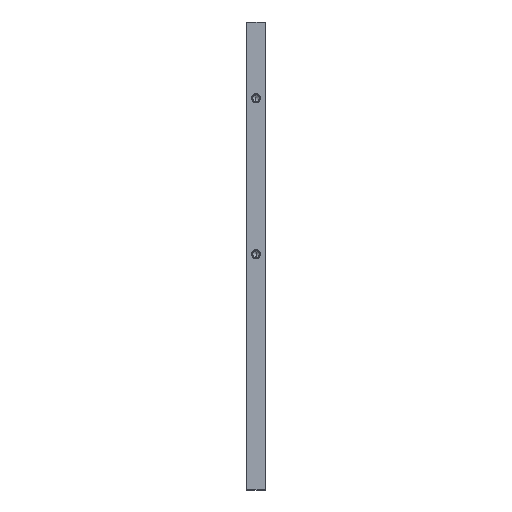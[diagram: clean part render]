
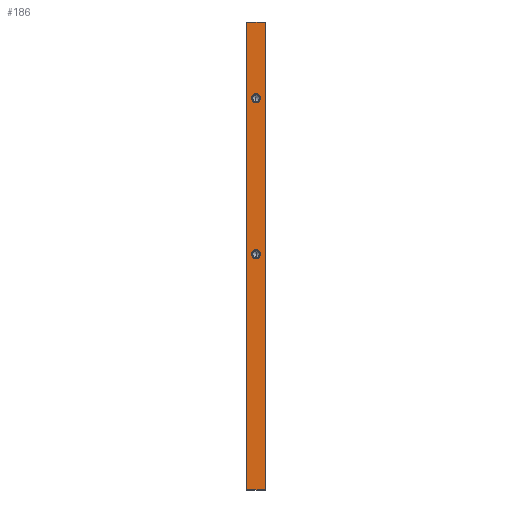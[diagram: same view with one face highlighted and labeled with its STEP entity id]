
A CAD part, left-side view. The second image highlights one B-rep face of the part: STEP entity #186.
In plain terms, the highlighted planar face has unit normal (-1, 0, 0).
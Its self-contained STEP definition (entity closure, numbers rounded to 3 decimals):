
#95 = EDGE_LOOP ( 'NONE', ( #5778, #196 ) ) ;
#115 = FACE_BOUND ( 'NONE', #5838, .T. ) ;
#143 = DIRECTION ( 'NONE',  ( 0., 0., 1. ) ) ;
#179 = CARTESIAN_POINT ( 'NONE',  ( -150., 6., 48.275 ) ) ;
#186 = ADVANCED_FACE ( 'NONE', ( #115, #5890, #8777 ), #4707, .F. ) ;
#196 = ORIENTED_EDGE ( 'NONE', *, *, #8099, .F. ) ;
#201 = CIRCLE ( 'NONE', #3832, 2.9 ) ;
#238 = CARTESIAN_POINT ( 'NONE',  ( -150., 0., 100. ) ) ;
#463 = CIRCLE ( 'NONE', #9238, 2.9 ) ;
#509 = EDGE_CURVE ( 'NONE', #5967, #7828, #1359, .T. ) ;
#801 = ORIENTED_EDGE ( 'NONE', *, *, #509, .F. ) ;
#1077 = VERTEX_POINT ( 'NONE', #9077 ) ;
#1359 = CIRCLE ( 'NONE', #7378, 2.9 ) ;
#1535 = CARTESIAN_POINT ( 'NONE',  ( -150., 6., 51.175 ) ) ;
#1541 = CARTESIAN_POINT ( 'NONE',  ( -150., 6., -51.725 ) ) ;
#1563 = EDGE_CURVE ( 'NONE', #5891, #3310, #2571, .T. ) ;
#1734 = DIRECTION ( 'NONE',  ( 0., 0., 1. ) ) ;
#2093 = EDGE_CURVE ( 'NONE', #5891, #2825, #6469, .T. ) ;
#2195 = CARTESIAN_POINT ( 'NONE',  ( -150., 0., -200. ) ) ;
#2315 = LINE ( 'NONE', #5250, #2920 ) ;
#2360 = DIRECTION ( 'NONE',  ( 0., -1., 0. ) ) ;
#2425 = DIRECTION ( 'NONE',  ( 0., 0., 1. ) ) ;
#2571 = LINE ( 'NONE', #5464, #7000 ) ;
#2625 = CARTESIAN_POINT ( 'NONE',  ( -150., 12., 100. ) ) ;
#2768 = CARTESIAN_POINT ( 'NONE',  ( -150., 6., -45.925 ) ) ;
#2825 = VERTEX_POINT ( 'NONE', #2195 ) ;
#2844 = VERTEX_POINT ( 'NONE', #2768 ) ;
#2920 = VECTOR ( 'NONE', #2360, 1000. ) ;
#3272 = DIRECTION ( 'NONE',  ( 0., 0., -1. ) ) ;
#3310 = VERTEX_POINT ( 'NONE', #5286 ) ;
#3322 = EDGE_CURVE ( 'NONE', #2844, #9261, #8892, .T. ) ;
#3832 = AXIS2_PLACEMENT_3D ( 'NONE', #5228, #8049, #2425 ) ;
#4035 = ORIENTED_EDGE ( 'NONE', *, *, #1563, .F. ) ;
#4260 = EDGE_CURVE ( 'NONE', #2825, #1077, #4471, .T. ) ;
#4330 = EDGE_LOOP ( 'NONE', ( #8598, #6812, #4035, #9005 ) ) ;
#4471 = LINE ( 'NONE', #238, #8610 ) ;
#4672 = DIRECTION ( 'NONE',  ( -1., 0., 0. ) ) ;
#4707 = PLANE ( 'NONE',  #7696 ) ;
#4715 = CARTESIAN_POINT ( 'NONE',  ( -150., 6., -48.825 ) ) ;
#4758 = DIRECTION ( 'NONE',  ( 0., 0., 1. ) ) ;
#5228 = CARTESIAN_POINT ( 'NONE',  ( -150., 6., -48.825 ) ) ;
#5250 = CARTESIAN_POINT ( 'NONE',  ( -150., 12., 100. ) ) ;
#5286 = CARTESIAN_POINT ( 'NONE',  ( -150., 12., 100. ) ) ;
#5464 = CARTESIAN_POINT ( 'NONE',  ( -150., 12., 100. ) ) ;
#5778 = ORIENTED_EDGE ( 'NONE', *, *, #3322, .F. ) ;
#5838 = EDGE_LOOP ( 'NONE', ( #7775, #801 ) ) ;
#5890 = FACE_BOUND ( 'NONE', #95, .T. ) ;
#5891 = VERTEX_POINT ( 'NONE', #8697 ) ;
#5967 = VERTEX_POINT ( 'NONE', #179 ) ;
#6004 = DIRECTION ( 'NONE',  ( -1., 0., 0. ) ) ;
#6124 = CARTESIAN_POINT ( 'NONE',  ( -150., 6., 51.175 ) ) ;
#6138 = EDGE_CURVE ( 'NONE', #7828, #5967, #463, .T. ) ;
#6328 = AXIS2_PLACEMENT_3D ( 'NONE', #4715, #7581, #1734 ) ;
#6469 = LINE ( 'NONE', #8690, #8943 ) ;
#6812 = ORIENTED_EDGE ( 'NONE', *, *, #7217, .F. ) ;
#6978 = DIRECTION ( 'NONE',  ( 0., 0., 1. ) ) ;
#7000 = VECTOR ( 'NONE', #4758, 1000. ) ;
#7217 = EDGE_CURVE ( 'NONE', #3310, #1077, #2315, .T. ) ;
#7378 = AXIS2_PLACEMENT_3D ( 'NONE', #1535, #6004, #8763 ) ;
#7581 = DIRECTION ( 'NONE',  ( -1., 0., 0. ) ) ;
#7623 = CARTESIAN_POINT ( 'NONE',  ( -150., 6., 54.075 ) ) ;
#7696 = AXIS2_PLACEMENT_3D ( 'NONE', #2625, #8484, #3272 ) ;
#7775 = ORIENTED_EDGE ( 'NONE', *, *, #6138, .F. ) ;
#7828 = VERTEX_POINT ( 'NONE', #7623 ) ;
#7971 = DIRECTION ( 'NONE',  ( 0., -1., 0. ) ) ;
#8049 = DIRECTION ( 'NONE',  ( -1., 0., 0. ) ) ;
#8099 = EDGE_CURVE ( 'NONE', #9261, #2844, #201, .T. ) ;
#8484 = DIRECTION ( 'NONE',  ( 1., 0., 0. ) ) ;
#8598 = ORIENTED_EDGE ( 'NONE', *, *, #4260, .T. ) ;
#8610 = VECTOR ( 'NONE', #143, 1000. ) ;
#8690 = CARTESIAN_POINT ( 'NONE',  ( -150., 12., -200. ) ) ;
#8697 = CARTESIAN_POINT ( 'NONE',  ( -150., 12., -200. ) ) ;
#8763 = DIRECTION ( 'NONE',  ( 0., 0., 1. ) ) ;
#8777 = FACE_OUTER_BOUND ( 'NONE', #4330, .T. ) ;
#8892 = CIRCLE ( 'NONE', #6328, 2.9 ) ;
#8943 = VECTOR ( 'NONE', #7971, 1000. ) ;
#9005 = ORIENTED_EDGE ( 'NONE', *, *, #2093, .T. ) ;
#9077 = CARTESIAN_POINT ( 'NONE',  ( -150., 0., 100. ) ) ;
#9238 = AXIS2_PLACEMENT_3D ( 'NONE', #6124, #4672, #6978 ) ;
#9261 = VERTEX_POINT ( 'NONE', #1541 ) ;
